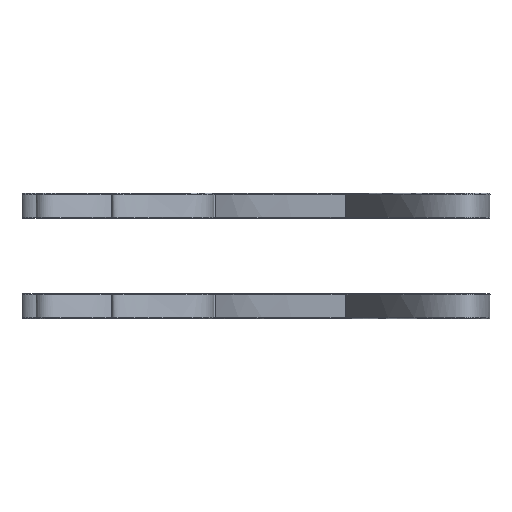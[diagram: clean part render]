
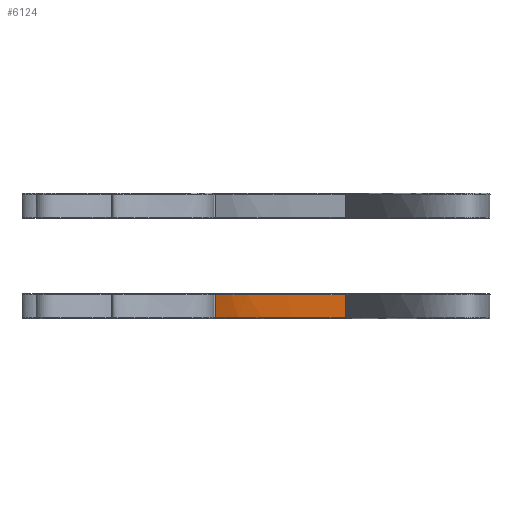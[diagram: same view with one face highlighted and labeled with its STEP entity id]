
A CAD part, left-side view. The second image highlights one B-rep face of the part: STEP entity #6124.
In plain terms, the highlighted free-form (B-spline) face has degree [1, 3] with [2, 4] control points.
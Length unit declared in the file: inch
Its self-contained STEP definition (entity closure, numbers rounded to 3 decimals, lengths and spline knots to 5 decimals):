
#6067=CARTESIAN_POINT('',(7.9008,11.95057,-0.76969));
#6068=CARTESIAN_POINT('',(7.9008,11.95057,-1.23031));
#6069=CARTESIAN_POINT('',(7.49606,11.15648,-0.76969));
#6070=CARTESIAN_POINT('',(7.49606,11.15648,-1.23031));
#6071=CARTESIAN_POINT('',(7.53072,10.21037,-0.76969));
#6072=CARTESIAN_POINT('',(7.53072,10.21037,-1.23031));
#6073=CARTESIAN_POINT('',(7.4229,9.35456,-0.76969));
#6074=CARTESIAN_POINT('',(7.4229,9.35456,-1.23031));
#6075=B_SPLINE_SURFACE_WITH_KNOTS('',1,3,((#6067,#6069,#6071,#6073),(#6068,#6070,#6072,#6074)),.UNSPECIFIED.,.F.,.F.,.U.,(2,2),(4,4),(0.0,1.0),(0.01161,0.99604),.UNSPECIFIED.);
#6076=CARTESIAN_POINT('',(7.4229,9.35456,-1.23031));
#6077=VERTEX_POINT('',#6076);
#6078=CARTESIAN_POINT('',(7.4229,9.35456,-0.76969));
#6079=VERTEX_POINT('',#6078);
#6080=CARTESIAN_POINT('',(7.4229,9.35456,-1.23031));
#6081=DIRECTION('',(0.0,0.0,-1.0));
#6082=VECTOR('',#6081,1.);
#6083=LINE('',#6080,#6082);
#6084=EDGE_CURVE('',#6077,#6079,#6083,.F.);
#6085=ORIENTED_EDGE('',*,*,#6084,.T.);
#6086=CARTESIAN_POINT('',(7.9008,11.95057,-0.76969));
#6087=VERTEX_POINT('',#6086);
#6088=CARTESIAN_POINT('',(7.4229,9.35456,-0.76969));
#6089=CARTESIAN_POINT('',(7.47827,9.79412,-0.76969));
#6090=CARTESIAN_POINT('',(7.49558,10.2374,-0.76969));
#6091=CARTESIAN_POINT('',(7.57821,10.89685,-0.76969));
#6092=CARTESIAN_POINT('',(7.61483,11.11497,-0.76969));
#6093=CARTESIAN_POINT('',(7.69806,11.43665,-0.76969));
#6094=CARTESIAN_POINT('',(7.73053,11.54276,-0.76969));
#6095=CARTESIAN_POINT('',(7.80666,11.75013,-0.76969));
#6096=CARTESIAN_POINT('',(7.85038,11.85164,-0.76969));
#6097=CARTESIAN_POINT('',(7.9008,11.95057,-0.76969));
#6098=B_SPLINE_CURVE_WITH_KNOTS('',3,(#6088,#6089,#6090,#6091,#6092,#6093,#6094,#6095,#6096,#6097),.UNSPECIFIED.,.F.,.U.,(4,2,2,2,4),(0.0,0.5,0.75,0.875,1.0),.UNSPECIFIED.);
#6099=EDGE_CURVE('',#6079,#6087,#6098,.T.);
#6100=ORIENTED_EDGE('',*,*,#6099,.T.);
#6101=CARTESIAN_POINT('',(7.9008,11.95057,-1.23031));
#6102=VERTEX_POINT('',#6101);
#6103=CARTESIAN_POINT('',(7.9008,11.95057,-0.76969));
#6104=DIRECTION('',(0.0,0.0,-1.0));
#6105=VECTOR('',#6104,1.);
#6106=LINE('',#6103,#6105);
#6107=EDGE_CURVE('',#6087,#6102,#6106,.T.);
#6108=ORIENTED_EDGE('',*,*,#6107,.T.);
#6109=CARTESIAN_POINT('',(7.9008,11.95057,-1.23031));
#6110=CARTESIAN_POINT('',(7.85037,11.85162,-1.23031));
#6111=CARTESIAN_POINT('',(7.80659,11.74998,-1.23031));
#6112=CARTESIAN_POINT('',(7.73032,11.54214,-1.23031));
#6113=CARTESIAN_POINT('',(7.69781,11.43576,-1.23031));
#6114=CARTESIAN_POINT('',(7.61479,11.11463,-1.23031));
#6115=CARTESIAN_POINT('',(7.57818,10.89666,-1.23031));
#6116=CARTESIAN_POINT('',(7.49558,10.2373,-1.23031));
#6117=CARTESIAN_POINT('',(7.47827,9.79408,-1.23031));
#6118=CARTESIAN_POINT('',(7.4229,9.35456,-1.23031));
#6119=B_SPLINE_CURVE_WITH_KNOTS('',3,(#6109,#6110,#6111,#6112,#6113,#6114,#6115,#6116,#6117,#6118),.UNSPECIFIED.,.F.,.U.,(4,2,2,2,4),(0.0,0.125,0.25,0.5,1.0),.UNSPECIFIED.);
#6120=EDGE_CURVE('',#6102,#6077,#6119,.T.);
#6121=ORIENTED_EDGE('',*,*,#6120,.T.);
#6122=EDGE_LOOP('',(#6085,#6100,#6108,#6121));
#6123=FACE_OUTER_BOUND('',#6122,.T.);
#6124=ADVANCED_FACE('',(#6123),#6075,.T.);
